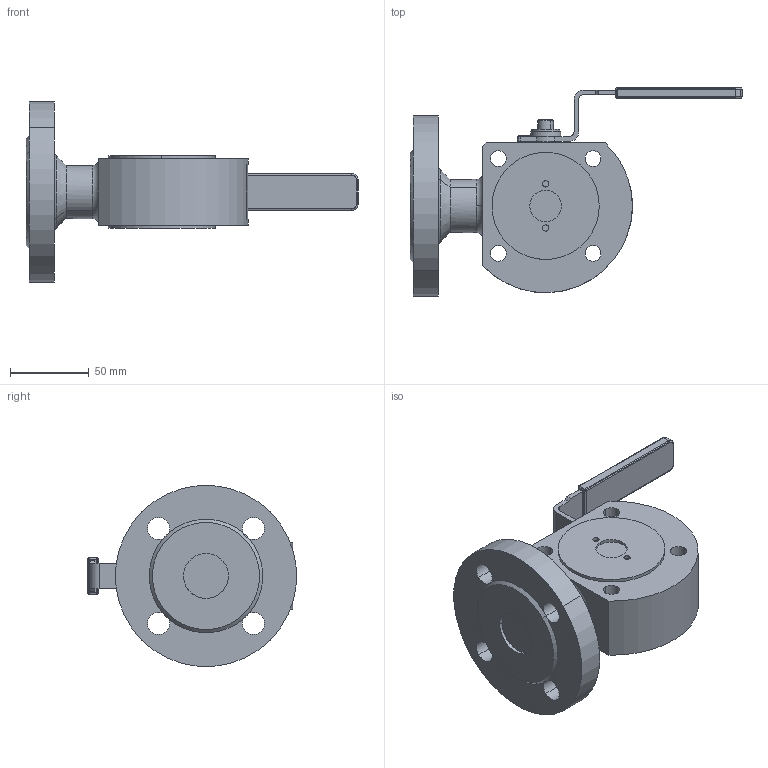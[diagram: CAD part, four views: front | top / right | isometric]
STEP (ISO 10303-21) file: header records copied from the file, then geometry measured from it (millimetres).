
FILE_DESCRIPTION(('STEP AP214'),'1');
FILE_NAME('valve_mw19-3-25.stp','2017-08-08T10:14:00',('TraceParts'),('TraceParts S.A.'),'Spatial InterOp 3D',' ',' ');
FILE_SCHEMA(('automotive_design'));
Length unit declared in the file: millimetre
Products named in the file (1): valve_mw19-3-25
Bounding box: 210.52 x 132.31 x 114.56 mm (x, y, z)
Volume: 543944 mm3; surface area: 73799.9 mm2
Topology: 1 solids, 2 shells, 362 faces, 960 edges, 627 vertices
Faces by surface type: plane 213, cylinder 111, torus 14, bspline 12, cone 8, sphere 4
Entity records: 14383 total; most frequent: CARTESIAN_POINT 2402, ORIENTED_EDGE 1904, DIRECTION 1847, EDGE_CURVE 952, LINE 631, VECTOR 631, VERTEX_POINT 627, AXIS2_PLACEMENT_3D 608
